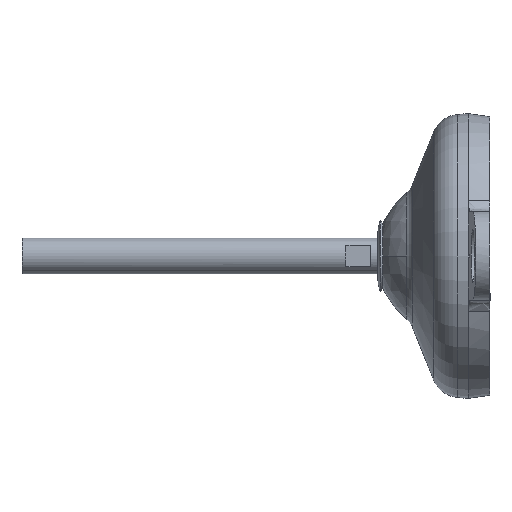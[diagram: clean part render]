
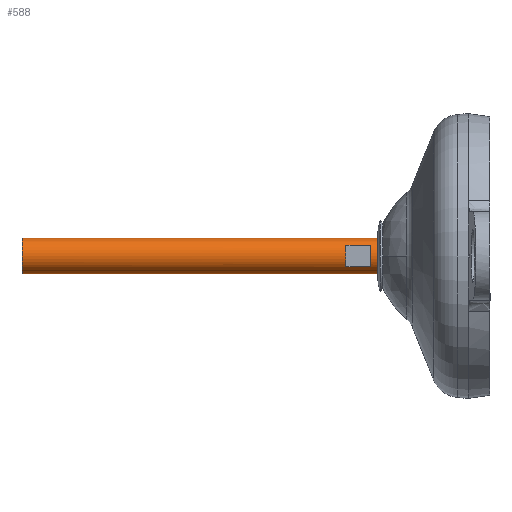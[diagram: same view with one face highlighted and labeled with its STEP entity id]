
A CAD part, left-side view. The second image highlights one B-rep face of the part: STEP entity #588.
In plain terms, the highlighted cylindrical face has radius 5 mm (diameter 10 mm), a partial arc.
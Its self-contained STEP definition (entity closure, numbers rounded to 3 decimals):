
#22 = CARTESIAN_POINT ( 'NONE',  ( -4., 40.5, -3. ) ) ;
#41 = CIRCLE ( 'NONE', #1082, 5. ) ;
#62 = ORIENTED_EDGE ( 'NONE', *, *, #107, .T. ) ;
#63 = LINE ( 'NONE', #1391, #97 ) ;
#68 = VECTOR ( 'NONE', #1574, 1000. ) ;
#70 = CIRCLE ( 'NONE', #887, 5. ) ;
#97 = VECTOR ( 'NONE', #709, 1000. ) ;
#107 = EDGE_CURVE ( 'NONE', #332, #1631, #127, .T. ) ;
#127 = LINE ( 'NONE', #1070, #68 ) ;
#139 = VERTEX_POINT ( 'NONE', #172 ) ;
#166 = VERTEX_POINT ( 'NONE', #543 ) ;
#172 = CARTESIAN_POINT ( 'NONE',  ( -4., 33.5, 3. ) ) ;
#194 = EDGE_CURVE ( 'NONE', #1388, #1631, #1457, .T. ) ;
#235 = DIRECTION ( 'NONE',  ( 0., 0., -1. ) ) ;
#250 = DIRECTION ( 'NONE',  ( 0., 0., -1. ) ) ;
#251 = FACE_OUTER_BOUND ( 'NONE', #1315, .T. ) ;
#258 = VECTOR ( 'NONE', #754, 1000. ) ;
#280 = LINE ( 'NONE', #1600, #1640 ) ;
#304 = DIRECTION ( 'NONE',  ( 0., -1., 0. ) ) ;
#320 = ORIENTED_EDGE ( 'NONE', *, *, #854, .T. ) ;
#327 = VERTEX_POINT ( 'NONE', #22 ) ;
#332 = VERTEX_POINT ( 'NONE', #551 ) ;
#337 = DIRECTION ( 'NONE',  ( 0., 1., 0. ) ) ;
#345 = CIRCLE ( 'NONE', #750, 5. ) ;
#350 = ORIENTED_EDGE ( 'NONE', *, *, #1097, .T. ) ;
#357 = CARTESIAN_POINT ( 'NONE',  ( 0., 31.5, -5. ) ) ;
#360 = ORIENTED_EDGE ( 'NONE', *, *, #849, .T. ) ;
#396 = VERTEX_POINT ( 'NONE', #1636 ) ;
#425 = DIRECTION ( 'NONE',  ( 0., -1., 0. ) ) ;
#446 = VERTEX_POINT ( 'NONE', #1387 ) ;
#496 = ORIENTED_EDGE ( 'NONE', *, *, #1232, .T. ) ;
#543 = CARTESIAN_POINT ( 'NONE',  ( 0., 31.5, 5. ) ) ;
#546 = DIRECTION ( 'NONE',  ( 0., -1., 0. ) ) ;
#551 = CARTESIAN_POINT ( 'NONE',  ( 0., 131.5, -5. ) ) ;
#568 = CARTESIAN_POINT ( 'NONE',  ( 0., 131.5, 0. ) ) ;
#588 = ADVANCED_FACE ( 'NONE', ( #251, #767 ), #1294, .T. ) ;
#598 = CARTESIAN_POINT ( 'NONE',  ( 0., 33.5, 0. ) ) ;
#601 = EDGE_CURVE ( 'NONE', #396, #166, #280, .T. ) ;
#633 = EDGE_LOOP ( 'NONE', ( #496, #360, #1072, #320 ) ) ;
#665 = DIRECTION ( 'NONE',  ( 0., 0., -1. ) ) ;
#671 = AXIS2_PLACEMENT_3D ( 'NONE', #900, #1422, #250 ) ;
#709 = DIRECTION ( 'NONE',  ( 0., 1., 0. ) ) ;
#750 = AXIS2_PLACEMENT_3D ( 'NONE', #568, #546, #1094 ) ;
#754 = DIRECTION ( 'NONE',  ( 0., -1., 0. ) ) ;
#767 = FACE_BOUND ( 'NONE', #633, .T. ) ;
#774 = ORIENTED_EDGE ( 'NONE', *, *, #1012, .F. ) ;
#835 = CIRCLE ( 'NONE', #671, 5. ) ;
#849 = EDGE_CURVE ( 'NONE', #327, #933, #41, .T. ) ;
#854 = EDGE_CURVE ( 'NONE', #139, #446, #70, .T. ) ;
#867 = EDGE_CURVE ( 'NONE', #933, #139, #1430, .T. ) ;
#887 = AXIS2_PLACEMENT_3D ( 'NONE', #598, #1126, #235 ) ;
#900 = CARTESIAN_POINT ( 'NONE',  ( 0., 31.5, 0. ) ) ;
#933 = VERTEX_POINT ( 'NONE', #1526 ) ;
#1012 = EDGE_CURVE ( 'NONE', #166, #1388, #835, .T. ) ;
#1070 = CARTESIAN_POINT ( 'NONE',  ( 0., 0., -5. ) ) ;
#1072 = ORIENTED_EDGE ( 'NONE', *, *, #867, .T. ) ;
#1077 = AXIS2_PLACEMENT_3D ( 'NONE', #1594, #304, #665 ) ;
#1082 = AXIS2_PLACEMENT_3D ( 'NONE', #1504, #337, #1385 ) ;
#1094 = DIRECTION ( 'NONE',  ( 0., 0., -1. ) ) ;
#1097 = EDGE_CURVE ( 'NONE', #396, #332, #345, .T. ) ;
#1126 = DIRECTION ( 'NONE',  ( 0., -1., 0. ) ) ;
#1131 = CARTESIAN_POINT ( 'NONE',  ( -5., 31.5, 0. ) ) ;
#1227 = DIRECTION ( 'NONE',  ( 0., -1., 0. ) ) ;
#1232 = EDGE_CURVE ( 'NONE', #446, #327, #63, .T. ) ;
#1294 = CYLINDRICAL_SURFACE ( 'NONE', #1431, 5. ) ;
#1315 = EDGE_LOOP ( 'NONE', ( #1510, #350, #62, #1584, #774 ) ) ;
#1345 = DIRECTION ( 'NONE',  ( 0., 0., -1. ) ) ;
#1385 = DIRECTION ( 'NONE',  ( 0., 0., 1. ) ) ;
#1387 = CARTESIAN_POINT ( 'NONE',  ( -4., 33.5, -3. ) ) ;
#1388 = VERTEX_POINT ( 'NONE', #1131 ) ;
#1391 = CARTESIAN_POINT ( 'NONE',  ( -4., 0., -3. ) ) ;
#1422 = DIRECTION ( 'NONE',  ( 0., -1., 0. ) ) ;
#1430 = LINE ( 'NONE', #1667, #258 ) ;
#1431 = AXIS2_PLACEMENT_3D ( 'NONE', #1476, #1227, #1345 ) ;
#1457 = CIRCLE ( 'NONE', #1077, 5. ) ;
#1476 = CARTESIAN_POINT ( 'NONE',  ( 0., 0., 0. ) ) ;
#1504 = CARTESIAN_POINT ( 'NONE',  ( 0., 40.5, 0. ) ) ;
#1510 = ORIENTED_EDGE ( 'NONE', *, *, #601, .F. ) ;
#1526 = CARTESIAN_POINT ( 'NONE',  ( -4., 40.5, 3. ) ) ;
#1574 = DIRECTION ( 'NONE',  ( 0., -1., 0. ) ) ;
#1584 = ORIENTED_EDGE ( 'NONE', *, *, #194, .F. ) ;
#1594 = CARTESIAN_POINT ( 'NONE',  ( 0., 31.5, 0. ) ) ;
#1600 = CARTESIAN_POINT ( 'NONE',  ( 0., 0., 5. ) ) ;
#1631 = VERTEX_POINT ( 'NONE', #357 ) ;
#1636 = CARTESIAN_POINT ( 'NONE',  ( 0., 131.5, 5. ) ) ;
#1640 = VECTOR ( 'NONE', #425, 1000. ) ;
#1667 = CARTESIAN_POINT ( 'NONE',  ( -4., 0., 3. ) ) ;
